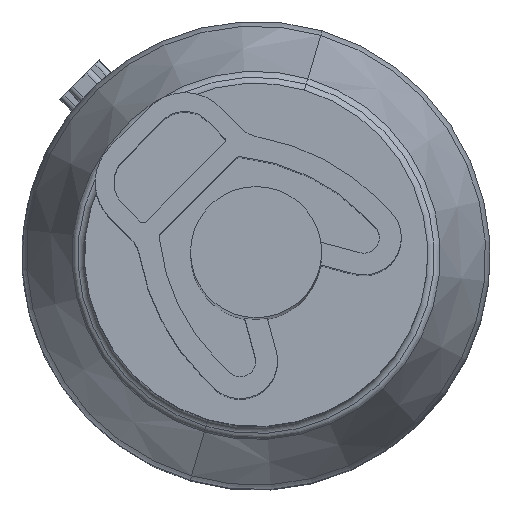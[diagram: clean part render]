
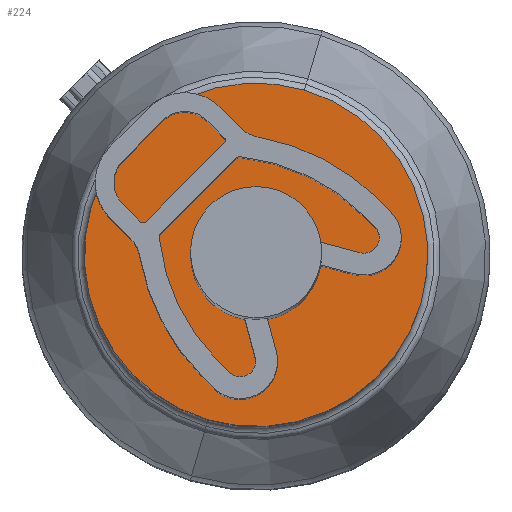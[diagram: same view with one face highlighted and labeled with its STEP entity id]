
A CAD part, top view. The second image highlights one B-rep face of the part: STEP entity #224.
In plain terms, the highlighted planar face has unit normal (0, 0, 1).
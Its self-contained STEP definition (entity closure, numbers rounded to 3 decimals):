
#47=AXIS2_PLACEMENT_3D('Circle Axis2P3D',#45,#46,$) ;
#118=AXIS2_PLACEMENT_3D('Circle Axis2P3D',#116,#117,$) ;
#200=AXIS2_PLACEMENT_3D('Plane Axis2P3D',#197,#198,#199) ;
#204=AXIS2_PLACEMENT_3D('Circle Axis2P3D',#202,#203,$) ;
#213=AXIS2_PLACEMENT_3D('Circle Axis2P3D',#211,#212,$) ;
#40=CARTESIAN_POINT('Vertex',(9.6,7.5,44.)) ;
#45=CARTESIAN_POINT('Axis2P3D Location',(7.5,7.5,44.)) ;
#49=CARTESIAN_POINT('Vertex',(5.4,7.5,44.)) ;
#116=CARTESIAN_POINT('Axis2P3D Location',(7.5,7.5,44.)) ;
#197=CARTESIAN_POINT('Axis2P3D Location',(11.389,11.389,44.)) ;
#202=CARTESIAN_POINT('Axis2P3D Location',(7.5,7.5,44.)) ;
#206=CARTESIAN_POINT('Vertex',(9.048,12.778,44.)) ;
#208=CARTESIAN_POINT('Vertex',(5.952,2.222,44.)) ;
#211=CARTESIAN_POINT('Axis2P3D Location',(7.5,7.5,44.)) ;
#46=DIRECTION('Axis2P3D Direction',(0.,0.,1.)) ;
#117=DIRECTION('Axis2P3D Direction',(0.,0.,1.)) ;
#198=DIRECTION('Axis2P3D Direction',(0.,0.,1.)) ;
#199=DIRECTION('Axis2P3D XDirection',(-0.707,0.707,0.)) ;
#203=DIRECTION('Axis2P3D Direction',(0.,0.,1.)) ;
#212=DIRECTION('Axis2P3D Direction',(0.,0.,1.)) ;
#217=ORIENTED_EDGE('',*,*,#210,.T.) ;
#218=ORIENTED_EDGE('',*,*,#215,.T.) ;
#221=ORIENTED_EDGE('',*,*,#51,.F.) ;
#222=ORIENTED_EDGE('',*,*,#120,.F.) ;
#223=FACE_BOUND('',#220,.T.) ;
#224=ADVANCED_FACE('Hauptk\X2\00F6\X0\rper',(#219,#223),#201,.T.) ;
#48=CIRCLE('generated circle',#47,2.1) ;
#119=CIRCLE('generated circle',#118,2.1) ;
#205=CIRCLE('generated circle',#204,5.5) ;
#214=CIRCLE('generated circle',#213,5.5) ;
#51=EDGE_CURVE('',#41,#50,#48,.T.) ;
#120=EDGE_CURVE('',#50,#41,#119,.T.) ;
#210=EDGE_CURVE('',#207,#209,#205,.T.) ;
#215=EDGE_CURVE('',#209,#207,#214,.T.) ;
#216=EDGE_LOOP('',(#217,#218)) ;
#220=EDGE_LOOP('',(#221,#222)) ;
#219=FACE_OUTER_BOUND('',#216,.T.) ;
#201=PLANE('',#200) ;
#41=VERTEX_POINT('',#40) ;
#50=VERTEX_POINT('',#49) ;
#207=VERTEX_POINT('',#206) ;
#209=VERTEX_POINT('',#208) ;
